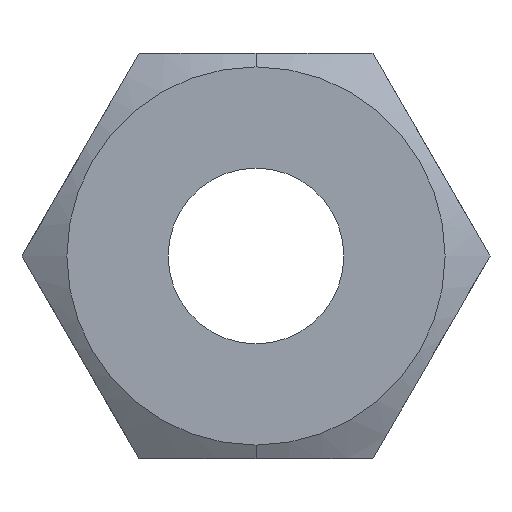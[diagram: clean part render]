
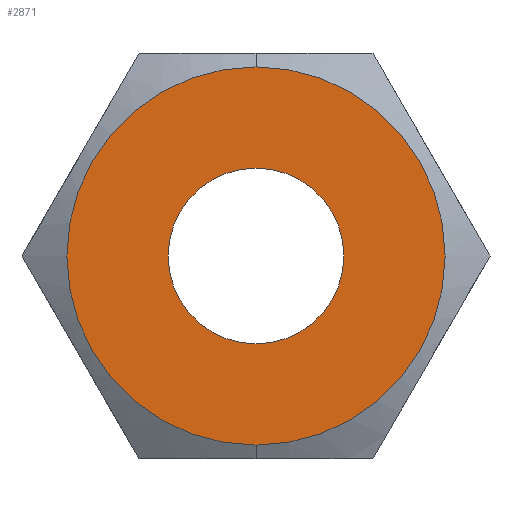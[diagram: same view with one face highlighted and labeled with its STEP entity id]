
A CAD part, front view. The second image highlights one B-rep face of the part: STEP entity #2871.
In plain terms, the highlighted planar face has unit normal (0, -1, 0).
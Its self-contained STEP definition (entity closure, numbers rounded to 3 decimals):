
#102 = EDGE_CURVE ( 'NONE', #3674, #1152, #3677, .T. ) ;
#192 = AXIS2_PLACEMENT_3D ( 'NONE', #2975, #3245, #2951 ) ;
#239 = FACE_BOUND ( 'NONE', #1777, .T. ) ;
#269 = DIRECTION ( 'NONE',  ( 0., 0., -1. ) ) ;
#329 = DIRECTION ( 'NONE',  ( 0., -1., 0. ) ) ;
#335 = EDGE_CURVE ( 'NONE', #1152, #3674, #1814, .T. ) ;
#367 = ORIENTED_EDGE ( 'NONE', *, *, #102, .F. ) ;
#527 = CARTESIAN_POINT ( 'NONE',  ( 0., 0., 0. ) ) ;
#551 = DIRECTION ( 'NONE',  ( 0., 1., 0. ) ) ;
#591 = DIRECTION ( 'NONE',  ( 0., 0., -1. ) ) ;
#713 = DIRECTION ( 'NONE',  ( 0., 1., 0. ) ) ;
#937 = AXIS2_PLACEMENT_3D ( 'NONE', #527, #551, #1287 ) ;
#1152 = VERTEX_POINT ( 'NONE', #2227 ) ;
#1287 = DIRECTION ( 'NONE',  ( 0., 0., 1. ) ) ;
#1367 = CIRCLE ( 'NONE', #1884, 6.5 ) ;
#1371 = CARTESIAN_POINT ( 'NONE',  ( 0., 0., 0. ) ) ;
#1417 = ORIENTED_EDGE ( 'NONE', *, *, #2367, .F. ) ;
#1426 = EDGE_LOOP ( 'NONE', ( #4356, #367 ) ) ;
#1517 = VERTEX_POINT ( 'NONE', #3541 ) ;
#1608 = AXIS2_PLACEMENT_3D ( 'NONE', #1371, #713, #3456 ) ;
#1634 = CARTESIAN_POINT ( 'NONE',  ( 0., 0., -14. ) ) ;
#1777 = EDGE_LOOP ( 'NONE', ( #3924, #1417 ) ) ;
#1814 = CIRCLE ( 'NONE', #192, 14. ) ;
#1884 = AXIS2_PLACEMENT_3D ( 'NONE', #4105, #2351, #591 ) ;
#2227 = CARTESIAN_POINT ( 'NONE',  ( 0., 0., 14. ) ) ;
#2314 = FACE_OUTER_BOUND ( 'NONE', #1426, .T. ) ;
#2351 = DIRECTION ( 'NONE',  ( 0., -1., 0. ) ) ;
#2367 = EDGE_CURVE ( 'NONE', #1517, #3296, #4116, .T. ) ;
#2463 = CARTESIAN_POINT ( 'NONE',  ( 0., 0., -6.5 ) ) ;
#2712 = AXIS2_PLACEMENT_3D ( 'NONE', #4585, #329, #269 ) ;
#2871 = ADVANCED_FACE ( 'NONE', ( #239, #2314 ), #3728, .F. ) ;
#2951 = DIRECTION ( 'NONE',  ( 0., 0., 1. ) ) ;
#2975 = CARTESIAN_POINT ( 'NONE',  ( 0., 0., 0. ) ) ;
#3245 = DIRECTION ( 'NONE',  ( 0., 1., 0. ) ) ;
#3296 = VERTEX_POINT ( 'NONE', #2463 ) ;
#3456 = DIRECTION ( 'NONE',  ( 0., 0., 1. ) ) ;
#3541 = CARTESIAN_POINT ( 'NONE',  ( 0., 0., 6.5 ) ) ;
#3674 = VERTEX_POINT ( 'NONE', #1634 ) ;
#3677 = CIRCLE ( 'NONE', #1608, 14. ) ;
#3728 = PLANE ( 'NONE',  #937 ) ;
#3820 = EDGE_CURVE ( 'NONE', #3296, #1517, #1367, .T. ) ;
#3924 = ORIENTED_EDGE ( 'NONE', *, *, #3820, .F. ) ;
#4105 = CARTESIAN_POINT ( 'NONE',  ( 0., 0., 0. ) ) ;
#4116 = CIRCLE ( 'NONE', #2712, 6.5 ) ;
#4356 = ORIENTED_EDGE ( 'NONE', *, *, #335, .F. ) ;
#4585 = CARTESIAN_POINT ( 'NONE',  ( 0., 0., 0. ) ) ;
